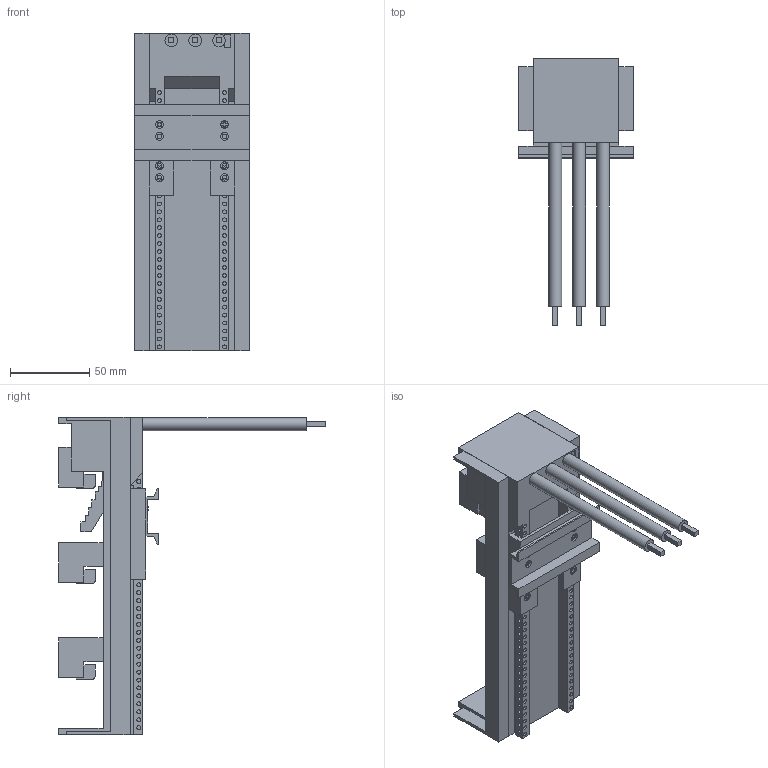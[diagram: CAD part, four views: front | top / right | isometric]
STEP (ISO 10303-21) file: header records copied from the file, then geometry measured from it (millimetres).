
FILE_DESCRIPTION(/* description */ ('STEP AP214'),/* implementation_level */ '2;1');
FILE_NAME(/* name */ '32457',/* time_stamp */ '2023-10-09T11:34:51+02:00',/* author */ ('License CC BY-ND 4.0'),/* organization */ ('CADENAS'),/* preprocessor_version */ 'ST-DEVELOPER v19.3',/* originating_system */ 'PARTsolutions',/* authorisation */ ' ');
FILE_SCHEMA (('AUTOMOTIVE_DESIGN {1 0 10303 214 3 1 1}'));
Length unit declared in the file: millimetre
Products named in the file (6): 32457; 32963; 80034CrossBoardScrew; 32950b; AWG811512; Basis72x200
Assembly tree (8 placements, depth 2):
  32457
    32963  x2
    80034CrossBoardScrew
    32950b
    AWG811512  x3
    Basis72x200
Bounding box: 72 x 168 x 200 mm (x, y, z)
Volume: 357983.7 mm3; surface area: 99662.4 mm2
Topology: 8 solids, 8 shells, 495 faces, 1066 edges, 732 vertices
Faces by surface type: plane 326, cylinder 166, sphere 2, torus 1
Full cylindrical faces by diameter (mm): 2.4 x66, 2.5 x65, 3 x8, 5 x9, 8 x3
Entity records: 15527 total; most frequent: CARTESIAN_POINT 2674, DIRECTION 2071, ORIENTED_EDGE 1698, EDGE_LOOP 906, FACE_BOUND 906, EDGE_CURVE 849, AXIS2_PLACEMENT_3D 816, VERTEX_POINT 683
